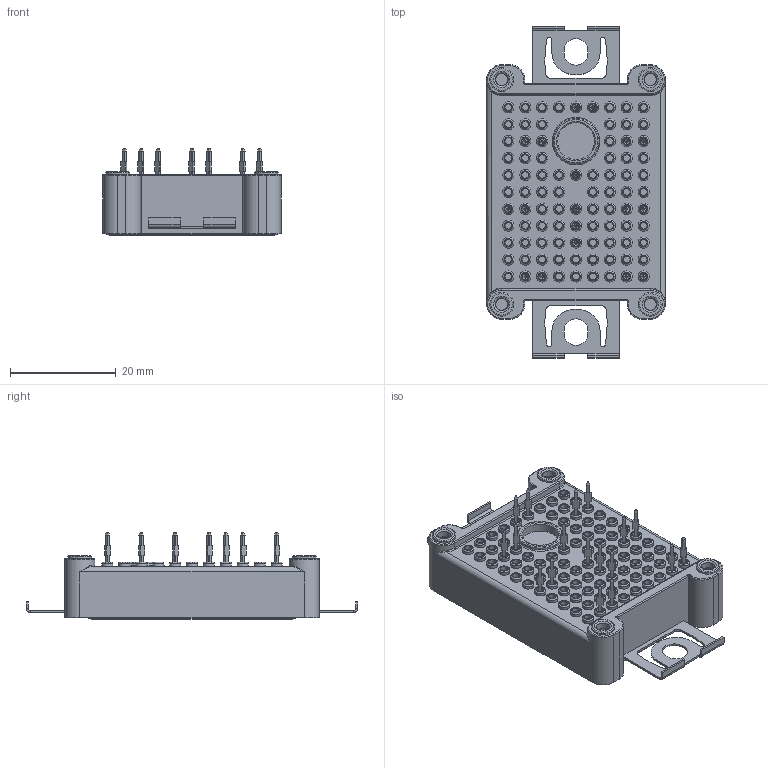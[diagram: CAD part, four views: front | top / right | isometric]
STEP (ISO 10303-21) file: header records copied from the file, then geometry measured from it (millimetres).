
FILE_DESCRIPTION(/* description */ (''),/* implementation_level */ '2;1');
FILE_NAME(/* name */ 'FF11MR12W1M1_B11_Easy1B_922.stp',/* time_stamp */ '2020-05-18T17:37:04+08:00',/* author */ ('limsiewl'),/* organization */ (''),/* preprocessor_version */ 'ST-DEVELOPER v17',/* originating_system */ 'Autodesk Inventor 2018',/* authorisation */ '');
FILE_SCHEMA (('AUTOMOTIVE_DESIGN { 1 0 10303 214 3 1 1 }'));
Length unit declared in the file: inch
Products named in the file (1): Assembly922
Bounding box: 33.8 x 62.8 x 16.4 mm (x, y, z)
Volume: 14950.4 mm3; surface area: 7640.1 mm2
Topology: 1 solids, 1 shells, 1173 faces, 2672 edges, 1729 vertices
Faces by surface type: plane 534, cylinder 430, torus 116, cone 89, bspline 4
Full cylindrical faces by diameter (mm): 0.2 x18, 1.3 x89, 2.1 x89, 2.3 x4, 2.5 x4, 4.5 x4, 7 x1, 8.6 x1
Entity records: 34754 total; most frequent: DIRECTION 6335, CARTESIAN_POINT 5765, ORIENTED_EDGE 5336, EDGE_CURVE 2668, AXIS2_PLACEMENT_3D 2507, VERTEX_POINT 1729, EDGE_LOOP 1413, LINE 1321
